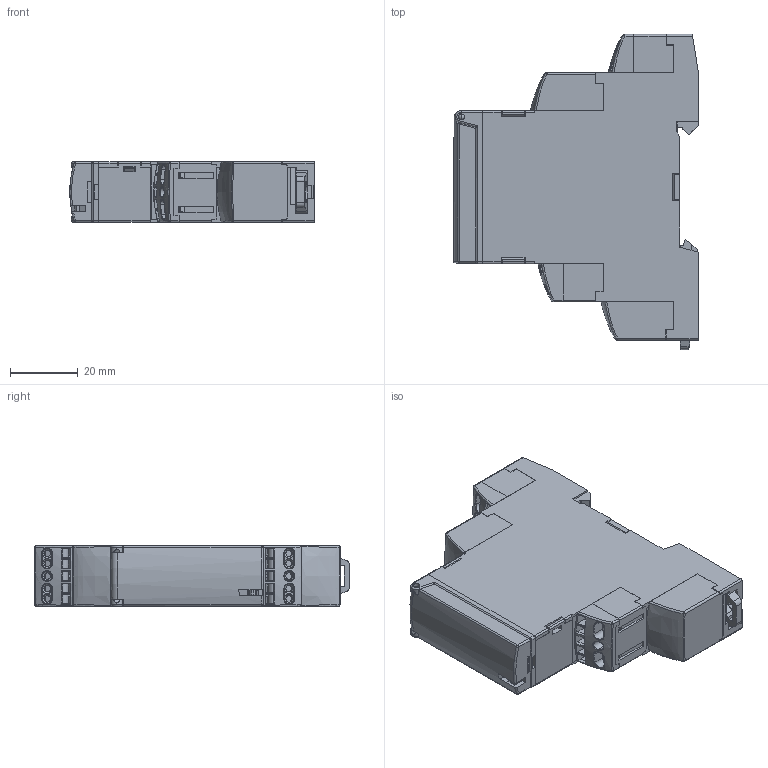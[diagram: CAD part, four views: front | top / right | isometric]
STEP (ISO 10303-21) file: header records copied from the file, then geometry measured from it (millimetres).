
FILE_DESCRIPTION(('STEP AP242'),'1');
FILE_NAME('re17lcbms.stp','2021-02-09T12:05:43',('TraceParts'),('TraceParts S.A.'),'Spatial InterOp 3D',' ',' ');
FILE_SCHEMA(('AP242_MANAGED_MODEL_BASED_3D_ENGINEERING_MIM_LF {1 0 10303 442 1 1 4}'));
Length unit declared in the file: millimetre
Products named in the file (1): re17lcbms_1
Bounding box: 72 x 92.8 x 17.9 mm (x, y, z)
Volume: 28383.5 mm3; surface area: 47899.7 mm2
Topology: 30 solids, 30 shells, 3836 faces, 10934 edges, 7147 vertices
Faces by surface type: plane 2751, cylinder 762, cone 141, bspline 81, torus 71, sphere 30
Entity records: 130513 total; most frequent: CARTESIAN_POINT 30537, ORIENTED_EDGE 21790, DIRECTION 19515, EDGE_CURVE 10895, LINE 8467, VECTOR 8467, VERTEX_POINT 7137, AXIS2_PLACEMENT_3D 5524
